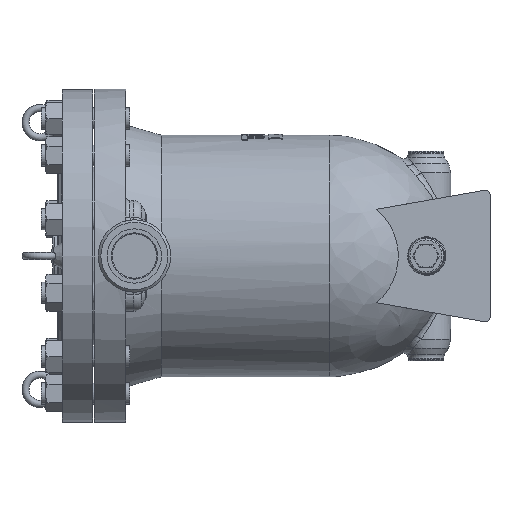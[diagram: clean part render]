
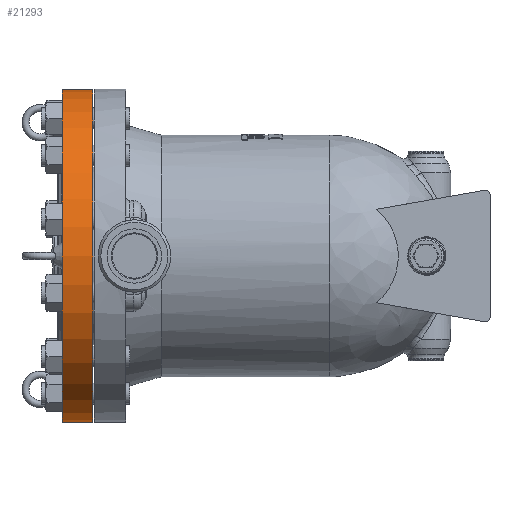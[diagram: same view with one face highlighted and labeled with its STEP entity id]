
A CAD part, left-side view. The second image highlights one B-rep face of the part: STEP entity #21293.
In plain terms, the highlighted cylindrical face has radius 187.5 mm (diameter 375 mm), a full revolution.
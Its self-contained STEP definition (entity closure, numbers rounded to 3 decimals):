
#20992=CARTESIAN_POINT('',(187.5,36.,0.));
#20993=VERTEX_POINT('',#20992);
#20994=CARTESIAN_POINT('',(0.0,36.,0.0));
#20995=DIRECTION('',(0.0,-1.0,0.0));
#20996=DIRECTION('',(-1.0,0.0,0.0));
#20997=AXIS2_PLACEMENT_3D('',#20994,#20995,#20996);
#20998=CIRCLE('',#20997,187.5);
#20999=EDGE_CURVE('',#20993,#20993,#20998,.T.);
#21223=CARTESIAN_POINT('',(187.5,2.0,0.));
#21224=VERTEX_POINT('',#21223);
#21225=CARTESIAN_POINT('',(0.0,2.0,0.0));
#21226=DIRECTION('',(0.0,-1.0,0.0));
#21227=DIRECTION('',(-1.0,0.0,0.0));
#21228=AXIS2_PLACEMENT_3D('',#21225,#21226,#21227);
#21229=CIRCLE('',#21228,187.5);
#21230=EDGE_CURVE('',#21224,#21224,#21229,.T.);
#21282=CARTESIAN_POINT('',(0.0,2.0,0.0));
#21283=DIRECTION('',(0.0,1.0,0.0));
#21284=DIRECTION('',(-1.0,0.0,0.0));
#21285=AXIS2_PLACEMENT_3D('',#21282,#21283,#21284);
#21286=CYLINDRICAL_SURFACE('',#21285,187.5);
#21287=ORIENTED_EDGE('',*,*,#20999,.T.);
#21288=EDGE_LOOP('',(#21287));
#21289=FACE_OUTER_BOUND('',#21288,.T.);
#21290=ORIENTED_EDGE('',*,*,#21230,.F.);
#21291=EDGE_LOOP('',(#21290));
#21292=FACE_BOUND('',#21291,.T.);
#21293=ADVANCED_FACE('',(#21289,#21292),#21286,.T.);
